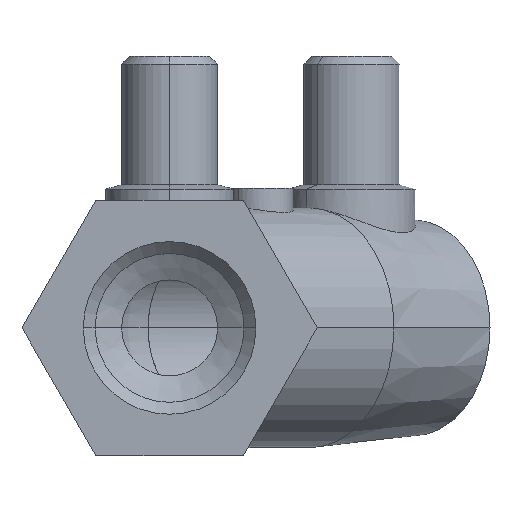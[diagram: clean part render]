
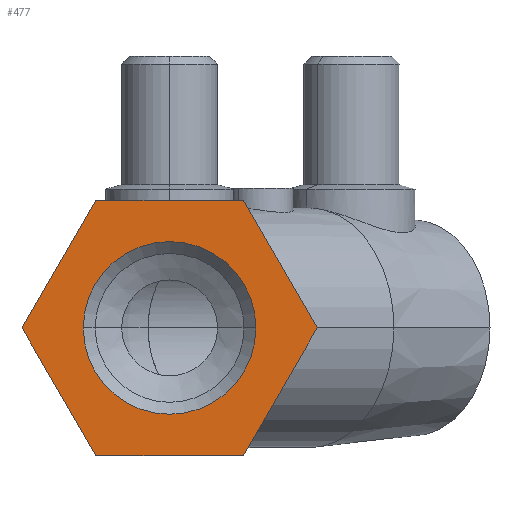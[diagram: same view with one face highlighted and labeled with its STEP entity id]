
A CAD part, left-side view. The second image highlights one B-rep face of the part: STEP entity #477.
In plain terms, the highlighted planar face has unit normal (-1, 0, 0).
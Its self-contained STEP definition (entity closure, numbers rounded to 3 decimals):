
#407 = EDGE_CURVE( '', #897, #1097, #1162, .T. );
#471 = VERTEX_POINT( '', #1234 );
#477 = ADVANCED_FACE( '', ( #1242, #1243 ), #1244, .T. );
#479 = EDGE_CURVE( '', #579, #653, #1246, .T. );
#563 = EDGE_CURVE( '', #977, #471, #1340, .T. );
#579 = VERTEX_POINT( '', #1359 );
#643 = EDGE_CURVE( '', #833, #977, #1429, .T. );
#653 = VERTEX_POINT( '', #1440 );
#681 = EDGE_CURVE( '', #1041, #833, #1472, .T. );
#833 = VERTEX_POINT( '', #1644 );
#871 = EDGE_CURVE( '', #653, #579, #1688, .T. );
#897 = VERTEX_POINT( '', #1716 );
#909 = EDGE_CURVE( '', #471, #897, #1731, .T. );
#977 = VERTEX_POINT( '', #1806 );
#1041 = VERTEX_POINT( '', #1880 );
#1097 = VERTEX_POINT( '', #1941 );
#1125 = EDGE_CURVE( '', #1097, #1041, #1972, .T. );
#1162 = LINE( '', #2006, #2007 );
#1234 = CARTESIAN_POINT( '', ( -83.607, 22.869, 0. ) );
#1242 = FACE_BOUND( '', #2121, .T. );
#1243 = FACE_OUTER_BOUND( '', #2122, .T. );
#1244 = PLANE( '', #2123 );
#1246 = CIRCLE( '', #2126, 10.805 );
#1340 = LINE( '', #2315, #2316 );
#1359 = CARTESIAN_POINT( '', ( -83.607, -6.412, 0. ) );
#1429 = LINE( '', #2428, #2429 );
#1440 = CARTESIAN_POINT( '', ( -83.607, 15.199, 0. ) );
#1472 = LINE( '', #2521, #2522 );
#1644 = CARTESIAN_POINT( '', ( -83.607, -4.844, 16. ) );
#1688 = CIRCLE( '', #3049, 10.805 );
#1716 = CARTESIAN_POINT( '', ( -83.607, 13.631, -16. ) );
#1731 = LINE( '', #3106, #3107 );
#1806 = CARTESIAN_POINT( '', ( -83.607, 13.631, 16. ) );
#1880 = CARTESIAN_POINT( '', ( -83.607, -14.082, 0. ) );
#1941 = CARTESIAN_POINT( '', ( -83.607, -4.844, -16. ) );
#1972 = LINE( '', #3579, #3580 );
#2006 = CARTESIAN_POINT( '', ( -83.607, 5.775, -16. ) );
#2007 = VECTOR( '', #3639, 1. );
#2121 = EDGE_LOOP( '', ( #3723, #3724 ) );
#2122 = EDGE_LOOP( '', ( #3725, #3726, #3727, #3728, #3729, #3730 ) );
#2123 = AXIS2_PLACEMENT_3D( '', #3731, #3732, #3733 );
#2126 = AXIS2_PLACEMENT_3D( '', #3734, #3735, #3736 );
#2315 = CARTESIAN_POINT( '', ( -83.607, 22.059, 1.402 ) );
#2316 = VECTOR( '', #3853, 1. );
#2428 = CARTESIAN_POINT( '', ( -83.607, 15.012, 16. ) );
#2429 = VECTOR( '', #3960, 1. );
#2521 = CARTESIAN_POINT( '', ( -83.607, -5.654, 14.598 ) );
#2522 = VECTOR( '', #4015, 1. );
#3049 = AXIS2_PLACEMENT_3D( '', #4301, #4302, #4303 );
#3106 = CARTESIAN_POINT( '', ( -83.607, 17.44, -9.402 ) );
#3107 = VECTOR( '', #4355, 1. );
#3579 = CARTESIAN_POINT( '', ( -83.607, -10.272, -6.598 ) );
#3580 = VECTOR( '', #4624, 1. );
#3639 = DIRECTION( '', ( 0., -1., 0. ) );
#3723 = ORIENTED_EDGE( '', *, *, #871, .T. );
#3724 = ORIENTED_EDGE( '', *, *, #479, .T. );
#3725 = ORIENTED_EDGE( '', *, *, #643, .T. );
#3726 = ORIENTED_EDGE( '', *, *, #563, .T. );
#3727 = ORIENTED_EDGE( '', *, *, #909, .T. );
#3728 = ORIENTED_EDGE( '', *, *, #407, .T. );
#3729 = ORIENTED_EDGE( '', *, *, #1125, .T. );
#3730 = ORIENTED_EDGE( '', *, *, #681, .T. );
#3731 = CARTESIAN_POINT( '', ( -83.607, 16.393, 0. ) );
#3732 = DIRECTION( '', ( -1., 0., 0. ) );
#3733 = DIRECTION( '', ( 0., 1., 0. ) );
#3734 = CARTESIAN_POINT( '', ( -83.607, 4.393, 0. ) );
#3735 = DIRECTION( '', ( 1., 0., 0. ) );
#3736 = DIRECTION( '', ( 0., 1., 0. ) );
#3853 = DIRECTION( '', ( 0., 0.5, -0.866 ) );
#3960 = DIRECTION( '', ( 0., 1., 0. ) );
#4015 = DIRECTION( '', ( 0., 0.5, 0.866 ) );
#4301 = CARTESIAN_POINT( '', ( -83.607, 4.393, 0. ) );
#4302 = DIRECTION( '', ( 1., 0., 0. ) );
#4303 = DIRECTION( '', ( 0., 1., 0. ) );
#4355 = DIRECTION( '', ( 0., -0.5, -0.866 ) );
#4624 = DIRECTION( '', ( 0., -0.5, 0.866 ) );
